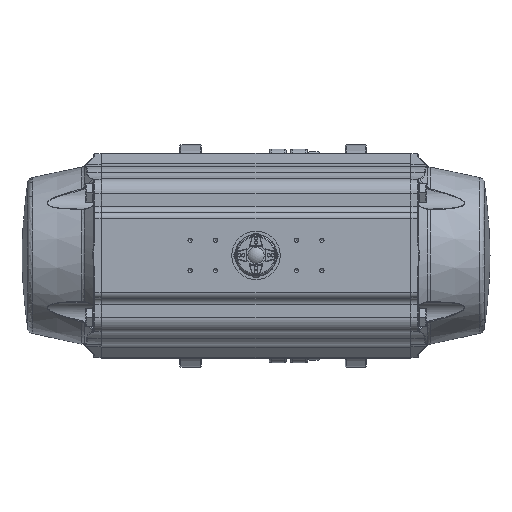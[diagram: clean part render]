
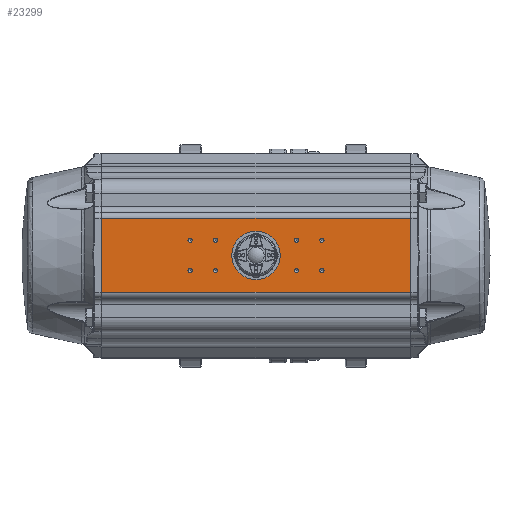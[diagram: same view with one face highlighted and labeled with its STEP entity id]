
A CAD part, top view. The second image highlights one B-rep face of the part: STEP entity #23299.
In plain terms, the highlighted face is planar.
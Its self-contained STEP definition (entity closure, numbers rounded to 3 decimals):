
#2447=LINE('',#53809,#3616);
#2448=LINE('',#53812,#3617);
#2449=LINE('',#53814,#3618);
#2450=LINE('',#53816,#3619);
#3616=VECTOR('',#32615,1000.);
#3617=VECTOR('',#32616,1000.);
#3618=VECTOR('',#32617,1000.);
#3619=VECTOR('',#32618,1000.);
#10315=ORIENTED_EDGE('',*,*,#13981,.F.);
#10316=ORIENTED_EDGE('',*,*,#13982,.T.);
#10317=ORIENTED_EDGE('',*,*,#13983,.T.);
#10318=ORIENTED_EDGE('',*,*,#13984,.T.);
#10319=ORIENTED_EDGE('',*,*,#13057,.F.);
#10320=ORIENTED_EDGE('',*,*,#13055,.F.);
#10321=ORIENTED_EDGE('',*,*,#13053,.F.);
#10322=ORIENTED_EDGE('',*,*,#13051,.F.);
#10323=ORIENTED_EDGE('',*,*,#13049,.F.);
#10324=ORIENTED_EDGE('',*,*,#13047,.F.);
#10325=ORIENTED_EDGE('',*,*,#13045,.F.);
#10326=ORIENTED_EDGE('',*,*,#13043,.F.);
#10327=ORIENTED_EDGE('',*,*,#13221,.F.);
#13043=EDGE_CURVE('',#15618,#15618,#17249,.T.);
#13045=EDGE_CURVE('',#15621,#15621,#17251,.T.);
#13047=EDGE_CURVE('',#15624,#15624,#17253,.T.);
#13049=EDGE_CURVE('',#15627,#15627,#17255,.T.);
#13051=EDGE_CURVE('',#15630,#15630,#17257,.T.);
#13053=EDGE_CURVE('',#15633,#15633,#17259,.T.);
#13055=EDGE_CURVE('',#15636,#15636,#17261,.T.);
#13057=EDGE_CURVE('',#15639,#15639,#17263,.T.);
#13221=EDGE_CURVE('',#15804,#15804,#17355,.T.);
#13981=EDGE_CURVE('',#16206,#16207,#2447,.T.);
#13982=EDGE_CURVE('',#16206,#16208,#2448,.T.);
#13983=EDGE_CURVE('',#16208,#16209,#2449,.T.);
#13984=EDGE_CURVE('',#16209,#16207,#2450,.T.);
#15618=VERTEX_POINT('',#43613);
#15621=VERTEX_POINT('',#43620);
#15624=VERTEX_POINT('',#43627);
#15627=VERTEX_POINT('',#43634);
#15630=VERTEX_POINT('',#43641);
#15633=VERTEX_POINT('',#43648);
#15636=VERTEX_POINT('',#43655);
#15639=VERTEX_POINT('',#43662);
#15804=VERTEX_POINT('',#45605);
#16206=VERTEX_POINT('',#53810);
#16207=VERTEX_POINT('',#53811);
#16208=VERTEX_POINT('',#53813);
#16209=VERTEX_POINT('',#53815);
#17249=CIRCLE('',#25507,2.1);
#17251=CIRCLE('',#25511,2.1);
#17253=CIRCLE('',#25515,2.1);
#17255=CIRCLE('',#25519,2.1);
#17257=CIRCLE('',#25523,2.1);
#17259=CIRCLE('',#25527,2.1);
#17261=CIRCLE('',#25531,2.1);
#17263=CIRCLE('',#25535,2.1);
#17355=CIRCLE('',#25682,23.9);
#19458=EDGE_LOOP('',(#10315,#10316,#10317,#10318));
#19459=EDGE_LOOP('',(#10319));
#19460=EDGE_LOOP('',(#10320));
#19461=EDGE_LOOP('',(#10321));
#19462=EDGE_LOOP('',(#10322));
#19463=EDGE_LOOP('',(#10323));
#19464=EDGE_LOOP('',(#10324));
#19465=EDGE_LOOP('',(#10325));
#19466=EDGE_LOOP('',(#10326));
#19467=EDGE_LOOP('',(#10327));
#21337=FACE_BOUND('',#19458,.T.);
#21338=FACE_BOUND('',#19459,.T.);
#21339=FACE_BOUND('',#19460,.T.);
#21340=FACE_BOUND('',#19461,.T.);
#21341=FACE_BOUND('',#19462,.T.);
#21342=FACE_BOUND('',#19463,.T.);
#21343=FACE_BOUND('',#19464,.T.);
#21344=FACE_BOUND('',#19465,.T.);
#21345=FACE_BOUND('',#19466,.T.);
#21346=FACE_BOUND('',#19467,.T.);
#21855=PLANE('',#26256);
#23299=ADVANCED_FACE('',(#21337,#21338,#21339,#21340,#21341,#21342,#21343,
#21344,#21345,#21346),#21855,.T.);
#25507=AXIS2_PLACEMENT_3D('',#43612,#30931,#30932);
#25511=AXIS2_PLACEMENT_3D('',#43619,#30939,#30940);
#25515=AXIS2_PLACEMENT_3D('',#43626,#30947,#30948);
#25519=AXIS2_PLACEMENT_3D('',#43633,#30955,#30956);
#25523=AXIS2_PLACEMENT_3D('',#43640,#30963,#30964);
#25527=AXIS2_PLACEMENT_3D('',#43647,#30971,#30972);
#25531=AXIS2_PLACEMENT_3D('',#43654,#30979,#30980);
#25535=AXIS2_PLACEMENT_3D('',#43661,#30987,#30988);
#25682=AXIS2_PLACEMENT_3D('',#45604,#31293,#31294);
#26256=AXIS2_PLACEMENT_3D('',#53808,#32613,#32614);
#30931=DIRECTION('',(0.,1.,0.));
#30932=DIRECTION('',(0.,0.,1.));
#30939=DIRECTION('',(0.,1.,0.));
#30940=DIRECTION('',(0.,0.,1.));
#30947=DIRECTION('',(0.,1.,0.));
#30948=DIRECTION('',(0.,0.,1.));
#30955=DIRECTION('',(0.,1.,0.));
#30956=DIRECTION('',(0.,0.,1.));
#30963=DIRECTION('',(0.,1.,0.));
#30964=DIRECTION('',(0.,0.,1.));
#30971=DIRECTION('',(0.,1.,0.));
#30972=DIRECTION('',(0.,0.,1.));
#30979=DIRECTION('',(0.,1.,0.));
#30980=DIRECTION('',(0.,0.,1.));
#30987=DIRECTION('',(0.,1.,0.));
#30988=DIRECTION('',(0.,0.,1.));
#31293=DIRECTION('',(0.,1.,0.));
#31294=DIRECTION('',(-1.,0.,0.));
#32613=DIRECTION('',(0.,1.,0.));
#32614=DIRECTION('',(1.,0.,0.));
#32615=DIRECTION('',(0.,0.,-1.));
#32616=DIRECTION('',(1.,0.,0.));
#32617=DIRECTION('',(0.,0.,-1.));
#32618=DIRECTION('',(-1.,0.,0.));
#43612=CARTESIAN_POINT('',(-15.,98.,-65.));
#43613=CARTESIAN_POINT('',(-15.,98.,-62.9));
#43619=CARTESIAN_POINT('',(-15.,98.,-40.));
#43620=CARTESIAN_POINT('',(-15.,98.,-37.9));
#43626=CARTESIAN_POINT('',(15.,98.,-65.));
#43627=CARTESIAN_POINT('',(15.,98.,-62.9));
#43633=CARTESIAN_POINT('',(15.,98.,-40.));
#43634=CARTESIAN_POINT('',(15.,98.,-37.9));
#43640=CARTESIAN_POINT('',(-15.,98.,40.));
#43641=CARTESIAN_POINT('',(-15.,98.,42.1));
#43647=CARTESIAN_POINT('',(-15.,98.,65.));
#43648=CARTESIAN_POINT('',(-15.,98.,67.1));
#43654=CARTESIAN_POINT('',(15.,98.,65.));
#43655=CARTESIAN_POINT('',(15.,98.,67.1));
#43661=CARTESIAN_POINT('',(15.,98.,40.));
#43662=CARTESIAN_POINT('',(15.,98.,42.1));
#45604=CARTESIAN_POINT('',(0.,98.,0.));
#45605=CARTESIAN_POINT('',(-23.9,98.,0.));
#53808=CARTESIAN_POINT('',(0.,98.,152.75));
#53809=CARTESIAN_POINT('',(-36.52,98.,152.75));
#53810=CARTESIAN_POINT('',(-36.52,98.,152.25));
#53811=CARTESIAN_POINT('',(-36.52,98.,-152.25));
#53812=CARTESIAN_POINT('',(0.,98.,152.25));
#53813=CARTESIAN_POINT('',(36.52,98.,152.25));
#53814=CARTESIAN_POINT('',(36.52,98.,152.75));
#53815=CARTESIAN_POINT('',(36.52,98.,-152.25));
#53816=CARTESIAN_POINT('',(-36.52,98.,-152.25));
